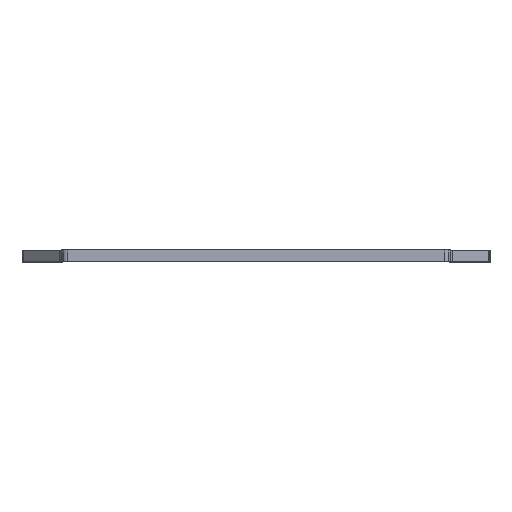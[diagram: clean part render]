
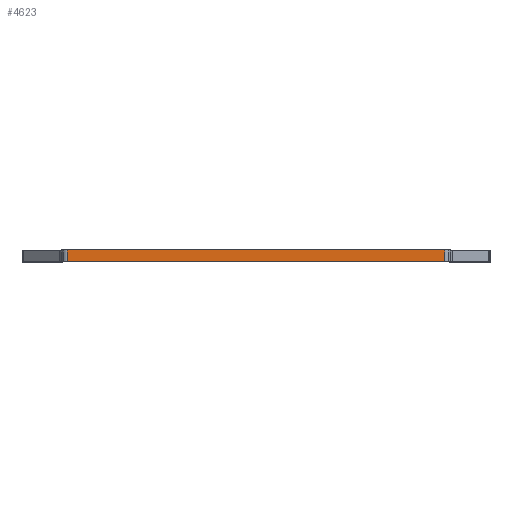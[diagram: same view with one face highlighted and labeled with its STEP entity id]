
A CAD part, top view. The second image highlights one B-rep face of the part: STEP entity #4623.
In plain terms, the highlighted planar face has unit normal (0, 0, 1).
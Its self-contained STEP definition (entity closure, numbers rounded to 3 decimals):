
#143=CARTESIAN_POINT('',(-32.25,0.0,45.0));
#144=VERTEX_POINT('',#143);
#152=CARTESIAN_POINT('',(-32.25,2.0,45.0));
#153=VERTEX_POINT('',#152);
#154=CARTESIAN_POINT('',(-32.25,0.0,45.0));
#155=DIRECTION('',(0.0,1.0,0.0));
#156=VECTOR('',#155,2.0);
#157=LINE('',#154,#156);
#158=EDGE_CURVE('',#144,#153,#157,.T.);
#3229=CARTESIAN_POINT('',(32.25,0.0,45.0));
#3230=VERTEX_POINT('',#3229);
#3238=CARTESIAN_POINT('',(-32.25,0.0,45.0));
#3239=DIRECTION('',(1.0,0.0,0.0));
#3240=VECTOR('',#3239,64.5);
#3241=LINE('',#3238,#3240);
#3242=EDGE_CURVE('',#144,#3230,#3241,.T.);
#4048=CARTESIAN_POINT('',(32.25,2.0,45.0));
#4049=VERTEX_POINT('',#4048);
#4057=CARTESIAN_POINT('',(32.25,2.0,45.0));
#4058=DIRECTION('',(0.0,-1.0,0.0));
#4059=VECTOR('',#4058,2.0);
#4060=LINE('',#4057,#4059);
#4061=EDGE_CURVE('',#4049,#3230,#4060,.T.);
#4607=CARTESIAN_POINT('',(33.25,0.0,45.0));
#4608=DIRECTION('',(0.0,0.0,1.0));
#4609=DIRECTION('',(1.0,0.0,0.0));
#4610=AXIS2_PLACEMENT_3D('',#4607,#4608,#4609);
#4611=PLANE('',#4610);
#4612=ORIENTED_EDGE('',*,*,#4061,.F.);
#4613=CARTESIAN_POINT('',(32.25,2.0,45.0));
#4614=DIRECTION('',(-1.0,0.0,0.0));
#4615=VECTOR('',#4614,64.5);
#4616=LINE('',#4613,#4615);
#4617=EDGE_CURVE('',#4049,#153,#4616,.T.);
#4618=ORIENTED_EDGE('',*,*,#4617,.T.);
#4619=ORIENTED_EDGE('',*,*,#158,.F.);
#4620=ORIENTED_EDGE('',*,*,#3242,.T.);
#4621=EDGE_LOOP('',(#4612,#4618,#4619,#4620));
#4622=FACE_OUTER_BOUND('',#4621,.T.);
#4623=ADVANCED_FACE('',(#4622),#4611,.T.);
